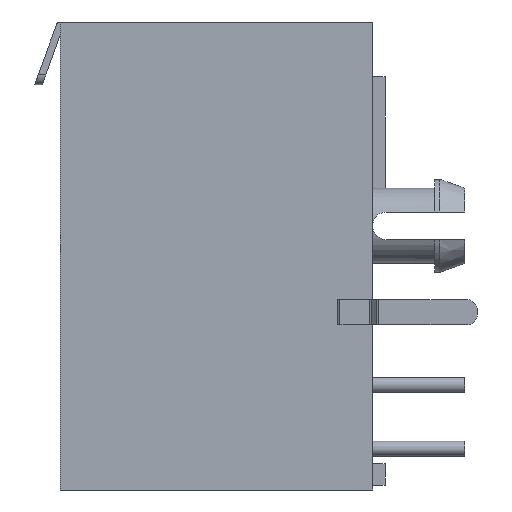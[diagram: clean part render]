
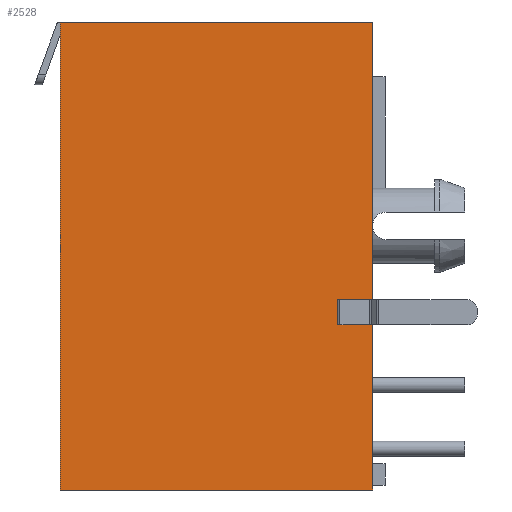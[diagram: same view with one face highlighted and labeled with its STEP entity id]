
A CAD part, left-side view. The second image highlights one B-rep face of the part: STEP entity #2528.
In plain terms, the highlighted planar face has unit normal (-1, 0, 0).
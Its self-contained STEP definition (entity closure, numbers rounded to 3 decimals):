
#283 = EDGE_CURVE ( 'NONE', #2524, #3984, #9820, .T. ) ;
#292 = CARTESIAN_POINT ( 'NONE',  ( -7.3, 12.95, 9.335 ) ) ;
#295 = CARTESIAN_POINT ( 'NONE',  ( -7.3, 1.9, -2.745 ) ) ;
#448 = CARTESIAN_POINT ( 'NONE',  ( -7.3, 12.95, -9.335 ) ) ;
#461 = CARTESIAN_POINT ( 'NONE',  ( -7.3, 0.5, -2.745 ) ) ;
#595 = EDGE_CURVE ( 'NONE', #1788, #3780, #7843, .T. ) ;
#689 = EDGE_CURVE ( 'NONE', #1788, #5437, #1624, .T. ) ;
#887 = EDGE_CURVE ( 'NONE', #5061, #3780, #7721, .T. ) ;
#948 = DIRECTION ( 'NONE',  ( 0., -1., 0. ) ) ;
#1020 = ORIENTED_EDGE ( 'NONE', *, *, #8561, .F. ) ;
#1315 = CARTESIAN_POINT ( 'NONE',  ( -7.3, 0.5, -9.335 ) ) ;
#1328 = CARTESIAN_POINT ( 'NONE',  ( -7.3, 12.95, -9.335 ) ) ;
#1618 = VECTOR ( 'NONE', #8656, 1000. ) ;
#1624 = LINE ( 'NONE', #3453, #6432 ) ;
#1672 = ORIENTED_EDGE ( 'NONE', *, *, #1686, .T. ) ;
#1686 = EDGE_CURVE ( 'NONE', #2573, #5437, #7270, .T. ) ;
#1691 = VECTOR ( 'NONE', #2894, 1000. ) ;
#1692 = VECTOR ( 'NONE', #948, 1000. ) ;
#1788 = VERTEX_POINT ( 'NONE', #3421 ) ;
#1939 = LINE ( 'NONE', #1315, #1691 ) ;
#2048 = DIRECTION ( 'NONE',  ( 0., 0., 1. ) ) ;
#2281 = EDGE_CURVE ( 'NONE', #6796, #2573, #8630, .T. ) ;
#2398 = EDGE_CURVE ( 'NONE', #3984, #6796, #1939, .T. ) ;
#2524 = VERTEX_POINT ( 'NONE', #3604 ) ;
#2528 = ADVANCED_FACE ( 'NONE', ( #4337 ), #4374, .T. ) ;
#2573 = VERTEX_POINT ( 'NONE', #8458 ) ;
#2670 = AXIS2_PLACEMENT_3D ( 'NONE', #1328, #8269, #5157 ) ;
#2894 = DIRECTION ( 'NONE',  ( 0., 0., 1. ) ) ;
#3209 = VECTOR ( 'NONE', #2048, 1000. ) ;
#3392 = ORIENTED_EDGE ( 'NONE', *, *, #887, .F. ) ;
#3421 = CARTESIAN_POINT ( 'NONE',  ( -7.3, 0.5, -1.745 ) ) ;
#3453 = CARTESIAN_POINT ( 'NONE',  ( -7.3, 1.9, -1.745 ) ) ;
#3544 = VECTOR ( 'NONE', #5723, 1000. ) ;
#3604 = CARTESIAN_POINT ( 'NONE',  ( -7.3, 12.95, -9.335 ) ) ;
#3780 = VERTEX_POINT ( 'NONE', #4018 ) ;
#3984 = VERTEX_POINT ( 'NONE', #7513 ) ;
#4018 = CARTESIAN_POINT ( 'NONE',  ( -7.3, 0.5, 9.335 ) ) ;
#4337 = FACE_OUTER_BOUND ( 'NONE', #5347, .T. ) ;
#4374 = PLANE ( 'NONE',  #2670 ) ;
#4531 = CARTESIAN_POINT ( 'NONE',  ( -7.3, 12.95, 9.335 ) ) ;
#4581 = VECTOR ( 'NONE', #4934, 1000. ) ;
#4934 = DIRECTION ( 'NONE',  ( 0., 1., 0. ) ) ;
#4946 = CARTESIAN_POINT ( 'NONE',  ( -7.3, 1.9, -1.745 ) ) ;
#5061 = VERTEX_POINT ( 'NONE', #4531 ) ;
#5100 = CARTESIAN_POINT ( 'NONE',  ( -7.3, 0.5, -9.335 ) ) ;
#5157 = DIRECTION ( 'NONE',  ( 0., -1., 0. ) ) ;
#5178 = DIRECTION ( 'NONE',  ( 0., 1., 0. ) ) ;
#5347 = EDGE_LOOP ( 'NONE', ( #9012, #6941, #3392, #1020, #6865, #7729, #9098, #1672 ) ) ;
#5437 = VERTEX_POINT ( 'NONE', #4946 ) ;
#5565 = VECTOR ( 'NONE', #8848, 1000. ) ;
#5723 = DIRECTION ( 'NONE',  ( 0., 0., 1. ) ) ;
#5812 = LINE ( 'NONE', #448, #5565 ) ;
#6432 = VECTOR ( 'NONE', #5178, 1000. ) ;
#6796 = VERTEX_POINT ( 'NONE', #461 ) ;
#6865 = ORIENTED_EDGE ( 'NONE', *, *, #283, .T. ) ;
#6941 = ORIENTED_EDGE ( 'NONE', *, *, #595, .T. ) ;
#7270 = LINE ( 'NONE', #7397, #3209 ) ;
#7397 = CARTESIAN_POINT ( 'NONE',  ( -7.3, 1.9, -2.745 ) ) ;
#7513 = CARTESIAN_POINT ( 'NONE',  ( -7.3, 0.5, -9.335 ) ) ;
#7721 = LINE ( 'NONE', #292, #1618 ) ;
#7729 = ORIENTED_EDGE ( 'NONE', *, *, #2398, .T. ) ;
#7843 = LINE ( 'NONE', #5100, #3544 ) ;
#8269 = DIRECTION ( 'NONE',  ( -1., 0., 0. ) ) ;
#8458 = CARTESIAN_POINT ( 'NONE',  ( -7.3, 1.9, -2.745 ) ) ;
#8561 = EDGE_CURVE ( 'NONE', #2524, #5061, #5812, .T. ) ;
#8630 = LINE ( 'NONE', #295, #4581 ) ;
#8656 = DIRECTION ( 'NONE',  ( 0., -1., 0. ) ) ;
#8686 = CARTESIAN_POINT ( 'NONE',  ( -7.3, 12.95, -9.335 ) ) ;
#8848 = DIRECTION ( 'NONE',  ( 0., 0., 1. ) ) ;
#9012 = ORIENTED_EDGE ( 'NONE', *, *, #689, .F. ) ;
#9098 = ORIENTED_EDGE ( 'NONE', *, *, #2281, .T. ) ;
#9820 = LINE ( 'NONE', #8686, #1692 ) ;
